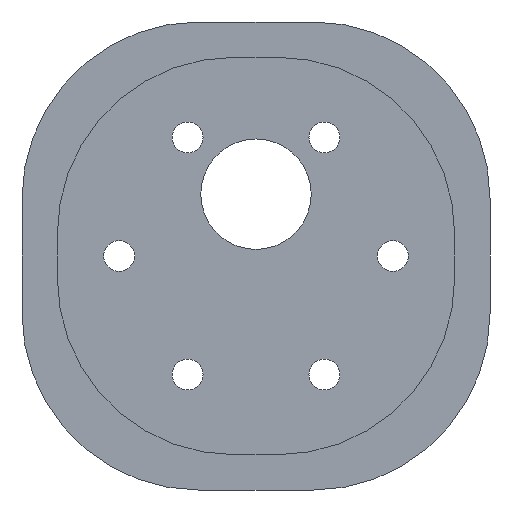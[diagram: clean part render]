
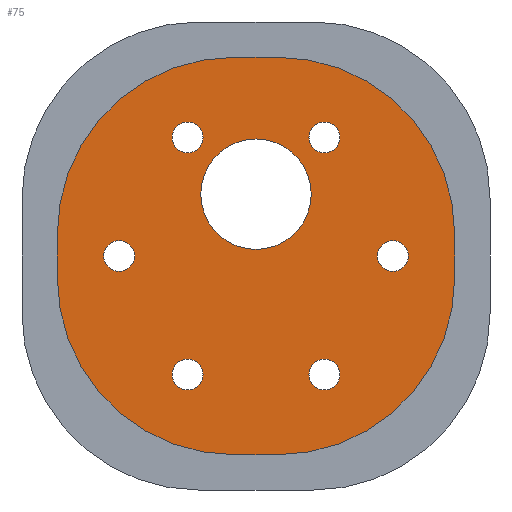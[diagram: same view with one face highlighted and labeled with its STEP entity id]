
A CAD part, front view. The second image highlights one B-rep face of the part: STEP entity #75.
In plain terms, the highlighted planar face has unit normal (0, -1, 0).
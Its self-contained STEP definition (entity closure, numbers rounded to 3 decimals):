
#75=ADVANCED_FACE('',(#112,#113,#114,#115,#116,#117,#118,#119),#101,.T.);
#101=PLANE('',#549);
#112=FACE_BOUND('',#152,.T.);
#113=FACE_BOUND('',#153,.T.);
#114=FACE_BOUND('',#154,.T.);
#115=FACE_BOUND('',#155,.T.);
#116=FACE_BOUND('',#156,.T.);
#117=FACE_BOUND('',#157,.T.);
#118=FACE_BOUND('',#158,.T.);
#119=FACE_BOUND('',#159,.T.);
#152=EDGE_LOOP('',(#275));
#153=EDGE_LOOP('',(#276));
#154=EDGE_LOOP('',(#277));
#155=EDGE_LOOP('',(#278));
#156=EDGE_LOOP('',(#279));
#157=EDGE_LOOP('',(#280));
#158=EDGE_LOOP('',(#281));
#159=EDGE_LOOP('',(#282,#283,#284,#285,#286,#287,#288,#289));
#201=CIRCLE('',#538,1.75);
#202=CIRCLE('',#539,1.75);
#203=CIRCLE('',#540,1.75);
#204=CIRCLE('',#541,1.75);
#205=CIRCLE('',#542,1.75);
#206=CIRCLE('',#543,1.75);
#207=CIRCLE('',#544,6.25);
#208=CIRCLE('',#545,20.);
#209=CIRCLE('',#546,20.);
#210=CIRCLE('',#547,20.);
#211=CIRCLE('',#548,20.);
#275=ORIENTED_EDGE('',*,*,#433,.F.);
#276=ORIENTED_EDGE('',*,*,#434,.F.);
#277=ORIENTED_EDGE('',*,*,#435,.F.);
#278=ORIENTED_EDGE('',*,*,#436,.F.);
#279=ORIENTED_EDGE('',*,*,#437,.F.);
#280=ORIENTED_EDGE('',*,*,#438,.F.);
#281=ORIENTED_EDGE('',*,*,#439,.F.);
#282=ORIENTED_EDGE('',*,*,#425,.F.);
#283=ORIENTED_EDGE('',*,*,#440,.T.);
#284=ORIENTED_EDGE('',*,*,#427,.F.);
#285=ORIENTED_EDGE('',*,*,#441,.T.);
#286=ORIENTED_EDGE('',*,*,#430,.F.);
#287=ORIENTED_EDGE('',*,*,#442,.T.);
#288=ORIENTED_EDGE('',*,*,#421,.F.);
#289=ORIENTED_EDGE('',*,*,#443,.T.);
#367=VERTEX_POINT('',#789);
#368=VERTEX_POINT('',#790);
#369=VERTEX_POINT('',#795);
#370=VERTEX_POINT('',#797);
#371=VERTEX_POINT('',#801);
#372=VERTEX_POINT('',#802);
#373=VERTEX_POINT('',#807);
#374=VERTEX_POINT('',#808);
#375=VERTEX_POINT('',#813);
#376=VERTEX_POINT('',#815);
#377=VERTEX_POINT('',#817);
#378=VERTEX_POINT('',#819);
#379=VERTEX_POINT('',#821);
#380=VERTEX_POINT('',#823);
#381=VERTEX_POINT('',#825);
#421=EDGE_CURVE('',#367,#368,#464,.T.);
#425=EDGE_CURVE('',#369,#370,#468,.T.);
#427=EDGE_CURVE('',#371,#372,#470,.T.);
#430=EDGE_CURVE('',#373,#374,#473,.T.);
#433=EDGE_CURVE('',#375,#375,#201,.T.);
#434=EDGE_CURVE('',#376,#376,#202,.T.);
#435=EDGE_CURVE('',#377,#377,#203,.T.);
#436=EDGE_CURVE('',#378,#378,#204,.T.);
#437=EDGE_CURVE('',#379,#379,#205,.T.);
#438=EDGE_CURVE('',#380,#380,#206,.T.);
#439=EDGE_CURVE('',#381,#381,#207,.T.);
#440=EDGE_CURVE('',#369,#372,#208,.T.);
#441=EDGE_CURVE('',#371,#374,#209,.T.);
#442=EDGE_CURVE('',#373,#368,#210,.T.);
#443=EDGE_CURVE('',#367,#370,#211,.T.);
#464=LINE('',#788,#496);
#468=LINE('',#796,#500);
#470=LINE('',#800,#502);
#473=LINE('',#806,#505);
#496=VECTOR('',#637,1.);
#500=VECTOR('',#643,1.);
#502=VECTOR('',#647,1.);
#505=VECTOR('',#652,1.);
#538=AXIS2_PLACEMENT_3D('',#812,#657,#658);
#539=AXIS2_PLACEMENT_3D('',#814,#659,#660);
#540=AXIS2_PLACEMENT_3D('',#816,#661,#662);
#541=AXIS2_PLACEMENT_3D('',#818,#663,#664);
#542=AXIS2_PLACEMENT_3D('',#820,#665,#666);
#543=AXIS2_PLACEMENT_3D('',#822,#667,#668);
#544=AXIS2_PLACEMENT_3D('',#824,#669,#670);
#545=AXIS2_PLACEMENT_3D('',#826,#671,#672);
#546=AXIS2_PLACEMENT_3D('',#827,#673,#674);
#547=AXIS2_PLACEMENT_3D('',#828,#675,#676);
#548=AXIS2_PLACEMENT_3D('',#829,#677,#678);
#549=AXIS2_PLACEMENT_3D('',#830,#679,#680);
#637=DIRECTION('',(1.,0.,0.));
#643=DIRECTION('',(0.,0.,1.));
#647=DIRECTION('',(-1.,0.,0.));
#652=DIRECTION('',(0.,0.,-1.));
#657=DIRECTION('',(0.,-1.,0.));
#658=DIRECTION('',(0.,0.,-1.));
#659=DIRECTION('',(0.,-1.,0.));
#660=DIRECTION('',(0.,0.,-1.));
#661=DIRECTION('',(0.,-1.,0.));
#662=DIRECTION('',(0.,0.,-1.));
#663=DIRECTION('',(0.,-1.,0.));
#664=DIRECTION('',(0.,0.,-1.));
#665=DIRECTION('',(0.,-1.,0.));
#666=DIRECTION('',(0.,0.,-1.));
#667=DIRECTION('',(0.,-1.,0.));
#668=DIRECTION('',(0.,0.,-1.));
#669=DIRECTION('',(0.,-1.,0.));
#670=DIRECTION('',(0.,0.,-1.));
#671=DIRECTION('',(0.,-1.,0.));
#672=DIRECTION('',(0.,0.,-1.));
#673=DIRECTION('',(0.,-1.,0.));
#674=DIRECTION('',(0.,0.,-1.));
#675=DIRECTION('',(0.,-1.,0.));
#676=DIRECTION('',(0.,0.,-1.));
#677=DIRECTION('',(0.,-1.,0.));
#678=DIRECTION('',(0.,0.,-1.));
#679=DIRECTION('',(0.,-1.,0.));
#680=DIRECTION('',(0.,0.,-1.));
#788=CARTESIAN_POINT('',(49.,66.,49.));
#789=CARTESIAN_POINT('',(24.,66.,49.));
#790=CARTESIAN_POINT('',(29.,66.,49.));
#795=CARTESIAN_POINT('',(4.,66.,24.));
#796=CARTESIAN_POINT('',(4.,66.,49.));
#797=CARTESIAN_POINT('',(4.,66.,29.));
#800=CARTESIAN_POINT('',(4.,66.,4.));
#801=CARTESIAN_POINT('',(29.,66.,4.));
#802=CARTESIAN_POINT('',(24.,66.,4.));
#806=CARTESIAN_POINT('',(49.,66.,4.));
#807=CARTESIAN_POINT('',(49.,66.,29.));
#808=CARTESIAN_POINT('',(49.,66.,24.));
#812=CARTESIAN_POINT('',(34.25,66.,13.077));
#813=CARTESIAN_POINT('',(34.25,66.,11.327));
#814=CARTESIAN_POINT('',(18.75,66.,13.077));
#815=CARTESIAN_POINT('',(18.75,66.,11.327));
#816=CARTESIAN_POINT('',(18.75,66.,39.923));
#817=CARTESIAN_POINT('',(18.75,66.,38.173));
#818=CARTESIAN_POINT('',(34.25,66.,39.923));
#819=CARTESIAN_POINT('',(34.25,66.,38.173));
#820=CARTESIAN_POINT('',(42.,66.,26.5));
#821=CARTESIAN_POINT('',(42.,66.,24.75));
#822=CARTESIAN_POINT('',(11.,66.,26.5));
#823=CARTESIAN_POINT('',(11.,66.,24.75));
#824=CARTESIAN_POINT('',(26.5,66.,33.5));
#825=CARTESIAN_POINT('',(26.5,66.,27.25));
#826=CARTESIAN_POINT('',(24.,66.,24.));
#827=CARTESIAN_POINT('',(29.,66.,24.));
#828=CARTESIAN_POINT('',(29.,66.,29.));
#829=CARTESIAN_POINT('',(24.,66.,29.));
#830=CARTESIAN_POINT('',(0.,66.,0.));
